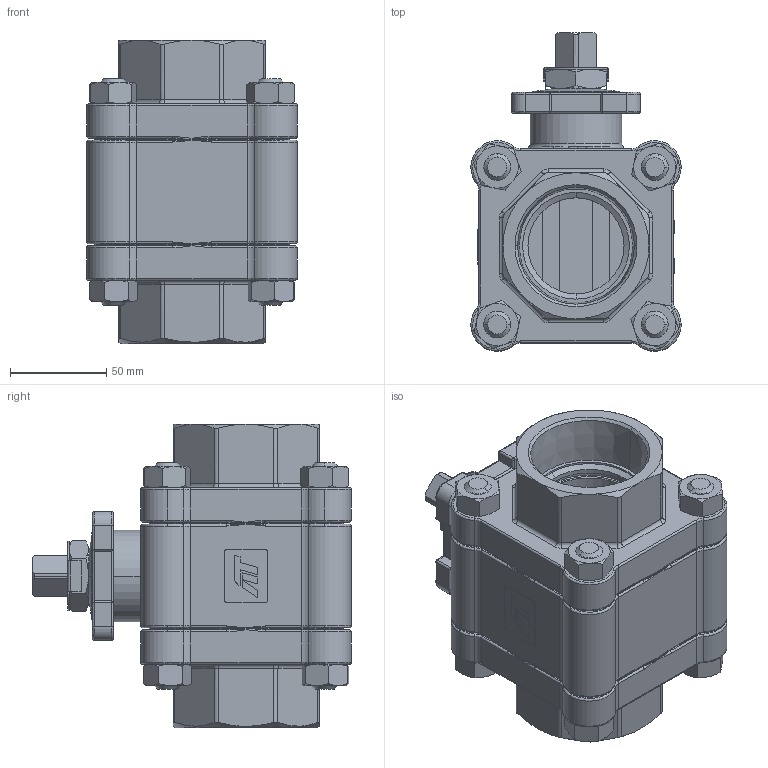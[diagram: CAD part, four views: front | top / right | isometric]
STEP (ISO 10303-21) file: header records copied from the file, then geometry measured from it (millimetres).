
FILE_DESCRIPTION (( 'STEP AP214' ), '1' );
FILE_NAME ('FMX-TH-0200-XXX BARE STEM.step', '2019-11-19T15:46:11', ( '' ), ( '' ), 'SwSTEP 2.0', 'SolidWorks 2019', '' );
FILE_SCHEMA (( 'AUTOMOTIVE_DESIGN' ));
Length unit declared in the file: inch
Products named in the file (2): FMX-TH-0200-XXX BARE STEM
Bounding box: 109.5 x 165.75 x 158 mm (x, y, z)
Surface area: 170333.9 mm2 (no closed solid volume)
Topology: 0 solids, 32 shells, 1039 faces, 2822 edges, 1771 vertices
Faces by surface type: plane 365, bspline 316, cylinder 225, cone 133
Entity records: 55121 total; most frequent: CARTESIAN_POINT 32139, ORIENTED_EDGE 5084, DIRECTION 3909, EDGE_CURVE 2760, VERTEX_POINT 1769, AXIS2_PLACEMENT_3D 1402, EDGE_LOOP 1134, LINE 1105
